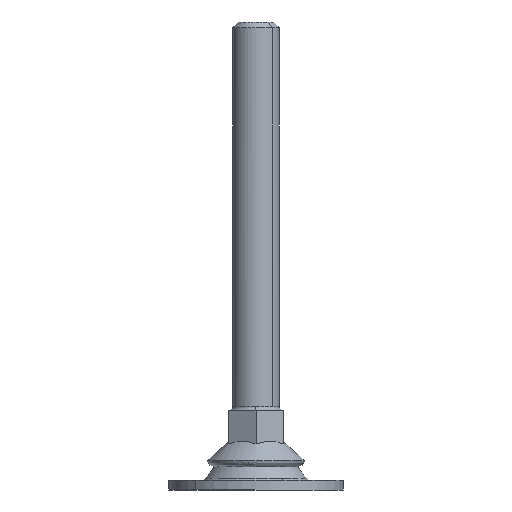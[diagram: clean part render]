
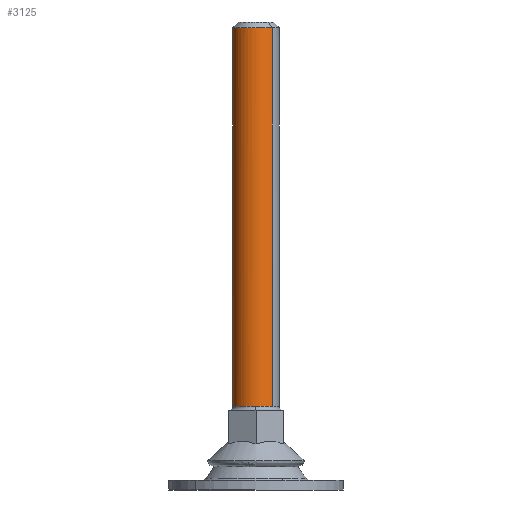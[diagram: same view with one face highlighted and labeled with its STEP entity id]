
A CAD part, left-side view. The second image highlights one B-rep face of the part: STEP entity #3125.
In plain terms, the highlighted free-form (B-spline) face has degree [2, 1] with [7, 2] control points.
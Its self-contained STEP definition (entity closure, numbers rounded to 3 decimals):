
#2943=CARTESIAN_POINT('',(4.28,4.206,118.999));
#2944=VERTEX_POINT('',#2943);
#2950=CARTESIAN_POINT('',(0.,6.,119.0));
#2951=VERTEX_POINT('',#2950);
#2952=CARTESIAN_POINT('',(0.,6.,119.0));
#2953=CARTESIAN_POINT('',(0.422,6.,119.));
#2954=CARTESIAN_POINT('',(1.365,5.9,119.));
#2955=CARTESIAN_POINT('',(2.874,5.364,118.999));
#2956=CARTESIAN_POINT('',(3.828,4.666,118.999));
#2957=CARTESIAN_POINT('',(4.28,4.206,118.999));
#2958=B_SPLINE_CURVE_WITH_KNOTS('',3,(#2952,#2953,#2954,#2955,#2956,#2957),.UNSPECIFIED.,.F.,.U.,(4,1,1,4),(0.,1.266,2.829,4.765),.UNSPECIFIED.);
#2959=EDGE_CURVE('',#2951,#2944,#2958,.T.);
#2961=CARTESIAN_POINT('',(-6.0,0.0,119.0));
#2962=VERTEX_POINT('',#2961);
#2963=CARTESIAN_POINT('',(-6.0,0.0,119.0));
#2964=CARTESIAN_POINT('',(-6.,0.491,119.));
#2965=CARTESIAN_POINT('',(-5.903,1.276,119.));
#2966=CARTESIAN_POINT('',(-5.548,2.351,119.));
#2967=CARTESIAN_POINT('',(-5.037,3.335,119.));
#2968=CARTESIAN_POINT('',(-4.275,4.276,119.));
#2969=CARTESIAN_POINT('',(-3.351,5.016,119.));
#2970=CARTESIAN_POINT('',(-2.485,5.485,119.));
#2971=CARTESIAN_POINT('',(-1.399,5.881,119.));
#2972=CARTESIAN_POINT('',(-0.565,6.,119.));
#2973=CARTESIAN_POINT('',(0.,6.,119.0));
#2974=B_SPLINE_CURVE_WITH_KNOTS('',3,(#2963,#2964,#2965,#2966,#2967,#2968,#2969,#2970,#2971,#2972,#2973),.UNSPECIFIED.,.F.,.U.,(4,1,1,1,1,1,1,1,4),(0.,1.473,2.356,3.387,4.786,5.964,6.921,7.731,9.425),.UNSPECIFIED.);
#2975=EDGE_CURVE('',#2962,#2951,#2974,.T.);
#2977=CARTESIAN_POINT('',(-4.28,-4.206,118.999));
#2978=VERTEX_POINT('',#2977);
#2979=CARTESIAN_POINT('',(-4.28,-4.206,118.999));
#2980=CARTESIAN_POINT('',(-4.722,-3.756,118.999));
#2981=CARTESIAN_POINT('',(-5.363,-2.855,118.999));
#2982=CARTESIAN_POINT('',(-5.893,-1.383,119.));
#2983=CARTESIAN_POINT('',(-6.,-0.461,119.));
#2984=CARTESIAN_POINT('',(-6.0,0.0,119.0));
#2985=B_SPLINE_CURVE_WITH_KNOTS('',3,(#2979,#2980,#2981,#2982,#2983,#2984),.UNSPECIFIED.,.F.,.U.,(4,1,1,4),(0.,1.893,3.277,4.66),.UNSPECIFIED.);
#2986=EDGE_CURVE('',#2978,#2962,#2985,.T.);
#3059=CARTESIAN_POINT('',(-4.046,-4.431,121.438));
#3060=CARTESIAN_POINT('',(-4.078,-4.402,121.438));
#3061=CARTESIAN_POINT('',(-8.481,-0.264,121.438));
#3062=CARTESIAN_POINT('',(-4.372,4.109,121.438));
#3063=CARTESIAN_POINT('',(-0.264,8.481,121.438));
#3064=CARTESIAN_POINT('',(4.226,4.262,121.438));
#3065=CARTESIAN_POINT('',(4.34,4.155,121.438));
#3066=CARTESIAN_POINT('',(-4.046,-4.431,19.002));
#3067=CARTESIAN_POINT('',(-4.078,-4.402,19.002));
#3068=CARTESIAN_POINT('',(-8.481,-0.264,19.002));
#3069=CARTESIAN_POINT('',(-4.372,4.109,19.002));
#3070=CARTESIAN_POINT('',(-0.264,8.481,19.002));
#3071=CARTESIAN_POINT('',(4.226,4.262,19.002));
#3072=CARTESIAN_POINT('',(4.34,4.155,19.002));
#3080=(BOUNDED_SURFACE()B_SPLINE_SURFACE(2,1,((#3059,#3066),(#3060,#3067),(#3061,#3068),(#3062,#3069),(#3063,#3070),(#3064,#3071),(#3065,#3072)),.UNSPECIFIED.,.F.,.F.,.U.)B_SPLINE_SURFACE_WITH_KNOTS((3,1,2,1,3),(2,2),(0.0,0.101,10.042,19.983,20.364),(0.0,102.436),.UNSPECIFIED.)GEOMETRIC_REPRESENTATION_ITEM()RATIONAL_B_SPLINE_SURFACE(((1.006,1.006),(1.003,1.003),(0.707,0.707),(1.0,1.0),(0.707,0.707),(1.011,1.011),(1.022,1.022)))REPRESENTATION_ITEM('')SURFACE());
#3081=ORIENTED_EDGE('',*,*,#2986,.T.);
#3082=ORIENTED_EDGE('',*,*,#2975,.T.);
#3083=ORIENTED_EDGE('',*,*,#2959,.T.);
#3084=CARTESIAN_POINT('',(4.109,4.372,21.5));
#3085=VERTEX_POINT('',#3084);
#3086=CARTESIAN_POINT('',(4.28,4.206,118.999));
#3087=CARTESIAN_POINT('',(4.109,4.372,21.5));
#3088=QUASI_UNIFORM_CURVE('',1,(#3086,#3087),.UNSPECIFIED.,.F.,.U.);
#3089=EDGE_CURVE('',#2944,#3085,#3088,.T.);
#3090=ORIENTED_EDGE('',*,*,#3089,.T.);
#3091=CARTESIAN_POINT('',(-6.,0.075,21.5));
#3092=VERTEX_POINT('',#3091);
#3093=CARTESIAN_POINT('',(4.109,4.372,21.5));
#3094=CARTESIAN_POINT('',(3.56,4.888,21.5));
#3095=CARTESIAN_POINT('',(2.913,5.299,21.5));
#3096=CARTESIAN_POINT('',(1.48,5.868,21.5));
#3097=CARTESIAN_POINT('',(0.69,6.012,21.5));
#3098=CARTESIAN_POINT('',(-0.935,5.986,21.5));
#3099=CARTESIAN_POINT('',(-1.766,5.795,21.5));
#3100=CARTESIAN_POINT('',(-3.228,5.117,21.5));
#3101=CARTESIAN_POINT('',(-3.867,4.652,21.5));
#3102=CARTESIAN_POINT('',(-5.399,3.004,21.5));
#3103=CARTESIAN_POINT('',(-5.981,1.551,21.5));
#3104=CARTESIAN_POINT('',(-6.,0.075,21.5));
#3105=B_SPLINE_CURVE_WITH_KNOTS('',3,(#3093,#3094,#3095,#3096,#3097,#3098,#3099,#3100,#3101,#3102,#3103,#3104),.UNSPECIFIED.,.F.,.U.,(4,2,2,2,2,4),(-0.107,2.273,4.652,7.177,9.519,14.035),.UNSPECIFIED.);
#3106=EDGE_CURVE('',#3085,#3092,#3105,.T.);
#3107=ORIENTED_EDGE('',*,*,#3106,.T.);
#3108=CARTESIAN_POINT('',(-4.109,-4.372,21.5));
#3109=VERTEX_POINT('',#3108);
#3110=CARTESIAN_POINT('',(-6.,0.075,21.5));
#3111=CARTESIAN_POINT('',(-6.01,-0.728,21.5));
#3112=CARTESIAN_POINT('',(-5.693,-2.389,21.5));
#3113=CARTESIAN_POINT('',(-4.732,-3.787,21.5));
#3114=CARTESIAN_POINT('',(-4.109,-4.372,21.5));
#3115=B_SPLINE_CURVE_WITH_KNOTS('',3,(#3110,#3111,#3112,#3113,#3114),.UNSPECIFIED.,.F.,.U.,(4,1,4),(0.,2.409,4.974),.UNSPECIFIED.);
#3116=EDGE_CURVE('',#3092,#3109,#3115,.T.);
#3117=ORIENTED_EDGE('',*,*,#3116,.T.);
#3118=CARTESIAN_POINT('',(-4.28,-4.206,118.999));
#3119=CARTESIAN_POINT('',(-4.109,-4.372,21.5));
#3120=QUASI_UNIFORM_CURVE('',1,(#3118,#3119),.UNSPECIFIED.,.F.,.U.);
#3121=EDGE_CURVE('',#2978,#3109,#3120,.T.);
#3122=ORIENTED_EDGE('',*,*,#3121,.F.);
#3123=EDGE_LOOP('',(#3081,#3082,#3083,#3090,#3107,#3117,#3122));
#3124=FACE_OUTER_BOUND('',#3123,.T.);
#3125=ADVANCED_FACE('',(#3124),#3080,.T.);
